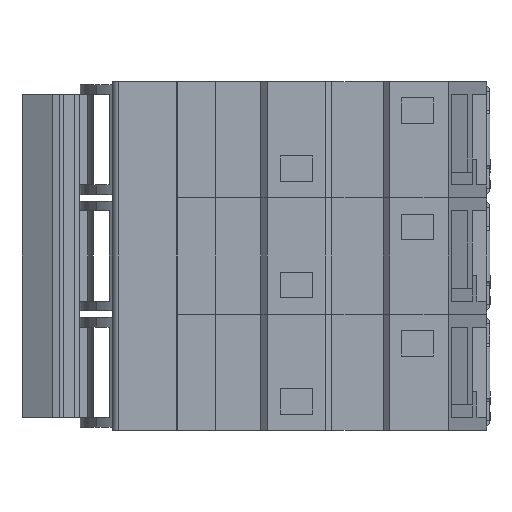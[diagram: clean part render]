
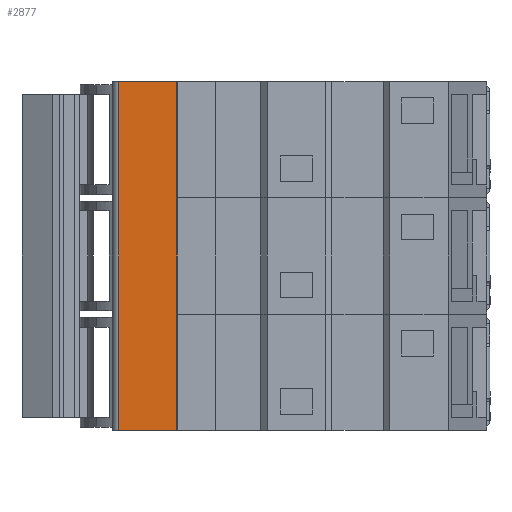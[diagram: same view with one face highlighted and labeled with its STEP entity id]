
A CAD part, front view. The second image highlights one B-rep face of the part: STEP entity #2877.
In plain terms, the highlighted planar face has unit normal (0, -1, 0).
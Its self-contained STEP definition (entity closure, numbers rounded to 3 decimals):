
#101 = CARTESIAN_POINT ( 'NONE',  ( 10., 0., 0. ) ) ;
#109 = DIRECTION ( 'NONE',  ( 0., 0., -1. ) ) ;
#866 = AXIS2_PLACEMENT_3D ( 'NONE', #4571, #4624, #11823 ) ;
#1339 = LINE ( 'NONE', #5991, #1667 ) ;
#1667 = VECTOR ( 'NONE', #13073, 1000. ) ;
#2307 = EDGE_CURVE ( 'NONE', #4084, #12021, #1339, .T. ) ;
#2344 = DIRECTION ( 'NONE',  ( 1., 0., 0. ) ) ;
#2407 = DIRECTION ( 'NONE',  ( 1., 0., 0. ) ) ;
#2689 = LINE ( 'NONE', #6563, #13324 ) ;
#2877 = ADVANCED_FACE ( 'NONE', ( #7350 ), #3527, .F. ) ;
#3153 = LINE ( 'NONE', #6540, #8468 ) ;
#3306 = CARTESIAN_POINT ( 'NONE',  ( 1., 0., 0. ) ) ;
#3527 = PLANE ( 'NONE',  #866 ) ;
#3784 = VECTOR ( 'NONE', #2407, 1000. ) ;
#3830 = ORIENTED_EDGE ( 'NONE', *, *, #2307, .F. ) ;
#4084 = VERTEX_POINT ( 'NONE', #8467 ) ;
#4187 = EDGE_CURVE ( 'NONE', #5867, #9431, #3153, .T. ) ;
#4571 = CARTESIAN_POINT ( 'NONE',  ( 0., 0., 54. ) ) ;
#4624 = DIRECTION ( 'NONE',  ( 0., 1., 0. ) ) ;
#4707 = EDGE_LOOP ( 'NONE', ( #7309, #13022, #9543, #3830 ) ) ;
#5250 = CARTESIAN_POINT ( 'NONE',  ( 1., 0., 54. ) ) ;
#5658 = CARTESIAN_POINT ( 'NONE',  ( 0., 0., 0. ) ) ;
#5867 = VERTEX_POINT ( 'NONE', #5250 ) ;
#5991 = CARTESIAN_POINT ( 'NONE',  ( 10., 0., 54. ) ) ;
#6540 = CARTESIAN_POINT ( 'NONE',  ( 1., 0., 54. ) ) ;
#6563 = CARTESIAN_POINT ( 'NONE',  ( 0., 0., 54. ) ) ;
#6631 = LINE ( 'NONE', #5658, #3784 ) ;
#7309 = ORIENTED_EDGE ( 'NONE', *, *, #7927, .F. ) ;
#7350 = FACE_OUTER_BOUND ( 'NONE', #4707, .T. ) ;
#7927 = EDGE_CURVE ( 'NONE', #5867, #4084, #2689, .T. ) ;
#8467 = CARTESIAN_POINT ( 'NONE',  ( 10., 0., 54. ) ) ;
#8468 = VECTOR ( 'NONE', #109, 1000. ) ;
#9431 = VERTEX_POINT ( 'NONE', #3306 ) ;
#9543 = ORIENTED_EDGE ( 'NONE', *, *, #12136, .T. ) ;
#11823 = DIRECTION ( 'NONE',  ( 0., 0., 1. ) ) ;
#12021 = VERTEX_POINT ( 'NONE', #101 ) ;
#12136 = EDGE_CURVE ( 'NONE', #9431, #12021, #6631, .T. ) ;
#13022 = ORIENTED_EDGE ( 'NONE', *, *, #4187, .T. ) ;
#13073 = DIRECTION ( 'NONE',  ( 0., 0., -1. ) ) ;
#13324 = VECTOR ( 'NONE', #2344, 1000. ) ;
